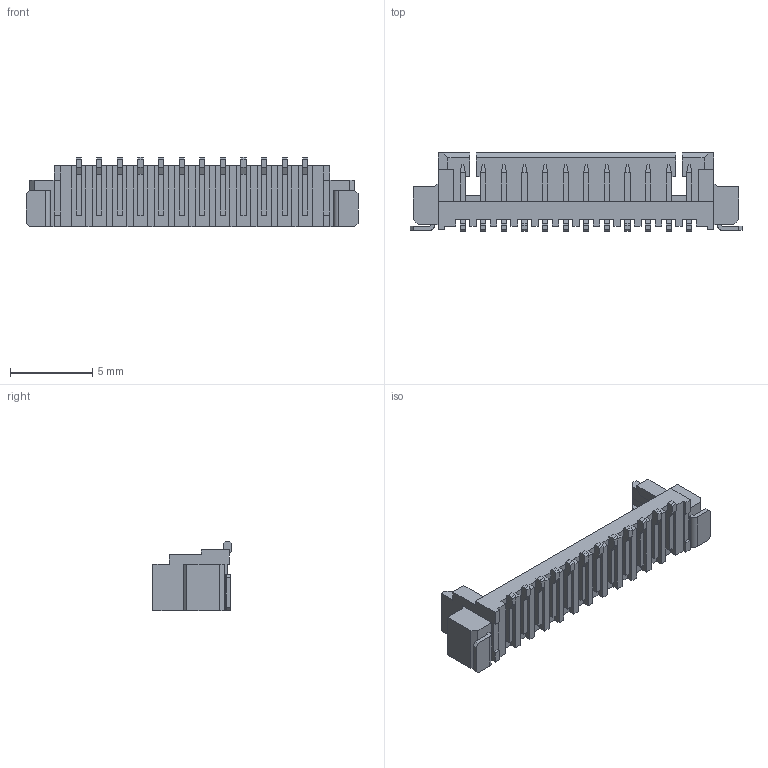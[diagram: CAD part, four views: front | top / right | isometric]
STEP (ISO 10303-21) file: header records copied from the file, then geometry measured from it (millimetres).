
FILE_DESCRIPTION(('STEP AP242'),'1');
FILE_NAME('53398-1271.stp','2024-11-24T20:21:02',('TraceParts'),('TraceParts S.A.'),'Spatial InterOp 3D',' ',' ');
FILE_SCHEMA(('AP242_MANAGED_MODEL_BASED_3D_ENGINEERING_MIM_LF {1 0 10303 442 1 1 4}'));
Length unit declared in the file: millimetre
Products named in the file (1): 53398-1271_1
Bounding box: 20.15 x 4.75 x 4.2 mm (x, y, z)
Volume: 132.8 mm3; surface area: 527.9 mm2
Topology: 1 solids, 3 shells, 498 faces, 1350 edges, 958 vertices
Faces by surface type: plane 490, cylinder 8
Entity records: 15224 total; most frequent: CARTESIAN_POINT 2694, ORIENTED_EDGE 2574, DIRECTION 2360, LINE 1332, VECTOR 1332, EDGE_CURVE 1287, VERTEX_POINT 832, EDGE_LOOP 535
